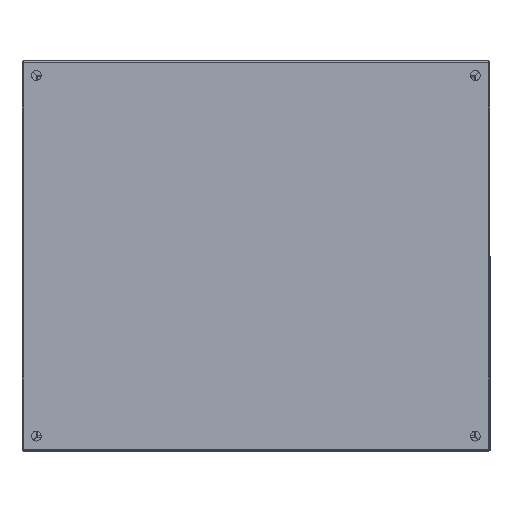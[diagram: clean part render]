
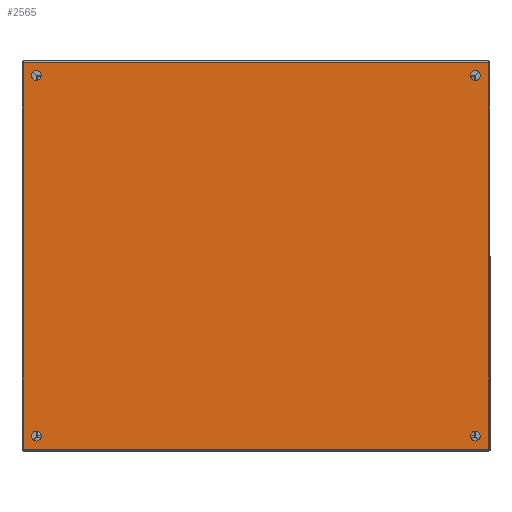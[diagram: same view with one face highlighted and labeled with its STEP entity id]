
A CAD part, top view. The second image highlights one B-rep face of the part: STEP entity #2565.
In plain terms, the highlighted face is planar.
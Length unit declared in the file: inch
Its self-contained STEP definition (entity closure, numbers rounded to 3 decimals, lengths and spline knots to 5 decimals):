
#175 = EDGE_LOOP ( 'NONE', ( #4958, #19779 ) ) ;
#395 = CIRCLE ( 'NONE', #20189, 0.25 ) ;
#432 = AXIS2_PLACEMENT_3D ( 'NONE', #11567, #22662, #2462 ) ;
#474 = AXIS2_PLACEMENT_3D ( 'NONE', #1998, #10513, #12727 ) ;
#550 = CARTESIAN_POINT ( 'NONE',  ( 0., 0.057, 9.914 ) ) ;
#554 = CIRCLE ( 'NONE', #7092, 0.25 ) ;
#763 = LINE ( 'NONE', #9715, #13058 ) ;
#816 = CARTESIAN_POINT ( 'NONE',  ( 0., 23.943, 9.914 ) ) ;
#1247 = CARTESIAN_POINT ( 'NONE',  ( 0., 1.001, -9.25 ) ) ;
#1684 = CARTESIAN_POINT ( 'NONE',  ( 0., 0.057, -9.914 ) ) ;
#1780 = DIRECTION ( 'NONE',  ( 0., -1., 0. ) ) ;
#1874 = LINE ( 'NONE', #22209, #26188 ) ;
#1998 = CARTESIAN_POINT ( 'NONE',  ( 0., 23.265, 9.25 ) ) ;
#2289 = CARTESIAN_POINT ( 'NONE',  ( 0., 1.001, 9.25 ) ) ;
#2442 = CIRCLE ( 'NONE', #25526, 0.25 ) ;
#2462 = DIRECTION ( 'NONE',  ( 0., -1., 0. ) ) ;
#2493 = ORIENTED_EDGE ( 'NONE', *, *, #7152, .T. ) ;
#2565 = ADVANCED_FACE ( 'NONE', ( #28509, #8230, #10436, #17268, #11291 ), #18122, .F. ) ;
#2571 = AXIS2_PLACEMENT_3D ( 'NONE', #8956, #18418, #4577 ) ;
#3097 = VERTEX_POINT ( 'NONE', #22566 ) ;
#4576 = DIRECTION ( 'NONE',  ( 0., -1., 0. ) ) ;
#4577 = DIRECTION ( 'NONE',  ( 0., -1., 0. ) ) ;
#4702 = CIRCLE ( 'NONE', #10808, 0.25 ) ;
#4958 = ORIENTED_EDGE ( 'NONE', *, *, #7966, .T. ) ;
#5555 = CARTESIAN_POINT ( 'NONE',  ( 0., 0.751, 9.25 ) ) ;
#5617 = CIRCLE ( 'NONE', #474, 0.25 ) ;
#5622 = EDGE_CURVE ( 'NONE', #26527, #10507, #5617, .T. ) ;
#5975 = AXIS2_PLACEMENT_3D ( 'NONE', #21980, #10731, #1780 ) ;
#6128 = VERTEX_POINT ( 'NONE', #550 ) ;
#6627 = EDGE_CURVE ( 'NONE', #28011, #3097, #14800, .T. ) ;
#6795 = VERTEX_POINT ( 'NONE', #23615 ) ;
#7092 = AXIS2_PLACEMENT_3D ( 'NONE', #5555, #23433, #12618 ) ;
#7152 = EDGE_CURVE ( 'NONE', #10507, #26527, #4702, .T. ) ;
#7711 = EDGE_LOOP ( 'NONE', ( #14773, #23707, #10871, #18398 ) ) ;
#7966 = EDGE_CURVE ( 'NONE', #10649, #8675, #554, .T. ) ;
#8146 = EDGE_CURVE ( 'NONE', #21347, #6795, #2442, .T. ) ;
#8197 = CARTESIAN_POINT ( 'NONE',  ( 0., 0.501, 9.25 ) ) ;
#8230 = FACE_BOUND ( 'NONE', #11703, .T. ) ;
#8410 = ORIENTED_EDGE ( 'NONE', *, *, #19872, .T. ) ;
#8546 = ORIENTED_EDGE ( 'NONE', *, *, #22124, .T. ) ;
#8675 = VERTEX_POINT ( 'NONE', #2289 ) ;
#8956 = CARTESIAN_POINT ( 'NONE',  ( 0., 0.751, 9.25 ) ) ;
#9283 = VERTEX_POINT ( 'NONE', #21670 ) ;
#9482 = ORIENTED_EDGE ( 'NONE', *, *, #5622, .T. ) ;
#9715 = CARTESIAN_POINT ( 'NONE',  ( 0., 0.057, 9.914 ) ) ;
#10436 = FACE_BOUND ( 'NONE', #29034, .T. ) ;
#10507 = VERTEX_POINT ( 'NONE', #27880 ) ;
#10513 = DIRECTION ( 'NONE',  ( 1., 0., 0. ) ) ;
#10630 = CARTESIAN_POINT ( 'NONE',  ( 0., 23.265, -9.25 ) ) ;
#10649 = VERTEX_POINT ( 'NONE', #8197 ) ;
#10731 = DIRECTION ( 'NONE',  ( 1., 0., 0. ) ) ;
#10738 = CARTESIAN_POINT ( 'NONE',  ( 0., 0.057, 9.943 ) ) ;
#10808 = AXIS2_PLACEMENT_3D ( 'NONE', #26723, #24783, #4576 ) ;
#10871 = ORIENTED_EDGE ( 'NONE', *, *, #16934, .F. ) ;
#11291 = FACE_BOUND ( 'NONE', #16936, .T. ) ;
#11567 = CARTESIAN_POINT ( 'NONE',  ( 0., 23.265, -9.25 ) ) ;
#11703 = EDGE_LOOP ( 'NONE', ( #27806, #8546 ) ) ;
#12618 = DIRECTION ( 'NONE',  ( 0., -1., 0. ) ) ;
#12727 = DIRECTION ( 'NONE',  ( 0., -1., 0. ) ) ;
#12748 = DIRECTION ( 'NONE',  ( 0., 1., 0. ) ) ;
#13058 = VECTOR ( 'NONE', #25830, 39.37008 ) ;
#13602 = DIRECTION ( 'NONE',  ( 1., 0., 0. ) ) ;
#13745 = CARTESIAN_POINT ( 'NONE',  ( 0., 0.751, -9.25 ) ) ;
#14773 = ORIENTED_EDGE ( 'NONE', *, *, #20695, .F. ) ;
#14800 = LINE ( 'NONE', #21864, #18901 ) ;
#15031 = CIRCLE ( 'NONE', #432, 0.25 ) ;
#15548 = ORIENTED_EDGE ( 'NONE', *, *, #8146, .T. ) ;
#15932 = DIRECTION ( 'NONE',  ( 0., -1., 0. ) ) ;
#16007 = VERTEX_POINT ( 'NONE', #1684 ) ;
#16934 = EDGE_CURVE ( 'NONE', #16007, #3097, #1874, .T. ) ;
#16936 = EDGE_LOOP ( 'NONE', ( #2493, #9482 ) ) ;
#17156 = DIRECTION ( 'NONE',  ( 0., -1., 0. ) ) ;
#17268 = FACE_BOUND ( 'NONE', #175, .T. ) ;
#17698 = LINE ( 'NONE', #10738, #20494 ) ;
#18122 = PLANE ( 'NONE',  #5975 ) ;
#18398 = ORIENTED_EDGE ( 'NONE', *, *, #26013, .T. ) ;
#18418 = DIRECTION ( 'NONE',  ( 1., 0., 0. ) ) ;
#18606 = CARTESIAN_POINT ( 'NONE',  ( 0., 23.515, 9.25 ) ) ;
#18901 = VECTOR ( 'NONE', #19377, 39.37008 ) ;
#19377 = DIRECTION ( 'NONE',  ( 0., 0., -1. ) ) ;
#19779 = ORIENTED_EDGE ( 'NONE', *, *, #27509, .T. ) ;
#19872 = EDGE_CURVE ( 'NONE', #6795, #21347, #15031, .T. ) ;
#19984 = EDGE_CURVE ( 'NONE', #9283, #29023, #26838, .T. ) ;
#20189 = AXIS2_PLACEMENT_3D ( 'NONE', #13745, #13602, #22341 ) ;
#20494 = VECTOR ( 'NONE', #29217, 39.37008 ) ;
#20665 = CARTESIAN_POINT ( 'NONE',  ( 0., 0.751, -9.25 ) ) ;
#20695 = EDGE_CURVE ( 'NONE', #28011, #6128, #763, .T. ) ;
#21347 = VERTEX_POINT ( 'NONE', #22337 ) ;
#21670 = CARTESIAN_POINT ( 'NONE',  ( 0., 0.501, -9.25 ) ) ;
#21864 = CARTESIAN_POINT ( 'NONE',  ( 0., 23.943, -9.943 ) ) ;
#21980 = CARTESIAN_POINT ( 'NONE',  ( 0., 0.057, 9.943 ) ) ;
#22124 = EDGE_CURVE ( 'NONE', #29023, #9283, #395, .T. ) ;
#22209 = CARTESIAN_POINT ( 'NONE',  ( 0., 23.943, -9.914 ) ) ;
#22337 = CARTESIAN_POINT ( 'NONE',  ( 0., 23.515, -9.25 ) ) ;
#22341 = DIRECTION ( 'NONE',  ( 0., -1., 0. ) ) ;
#22566 = CARTESIAN_POINT ( 'NONE',  ( 0., 23.943, -9.914 ) ) ;
#22662 = DIRECTION ( 'NONE',  ( 1., 0., 0. ) ) ;
#23433 = DIRECTION ( 'NONE',  ( 1., 0., 0. ) ) ;
#23615 = CARTESIAN_POINT ( 'NONE',  ( 0., 23.015, -9.25 ) ) ;
#23707 = ORIENTED_EDGE ( 'NONE', *, *, #6627, .T. ) ;
#24783 = DIRECTION ( 'NONE',  ( 1., 0., 0. ) ) ;
#25198 = CIRCLE ( 'NONE', #2571, 0.25 ) ;
#25526 = AXIS2_PLACEMENT_3D ( 'NONE', #10630, #28397, #17156 ) ;
#25830 = DIRECTION ( 'NONE',  ( 0., -1., 0. ) ) ;
#25887 = AXIS2_PLACEMENT_3D ( 'NONE', #20665, #27320, #15932 ) ;
#26013 = EDGE_CURVE ( 'NONE', #16007, #6128, #17698, .T. ) ;
#26188 = VECTOR ( 'NONE', #12748, 39.37008 ) ;
#26527 = VERTEX_POINT ( 'NONE', #18606 ) ;
#26723 = CARTESIAN_POINT ( 'NONE',  ( 0., 23.265, 9.25 ) ) ;
#26838 = CIRCLE ( 'NONE', #25887, 0.25 ) ;
#27320 = DIRECTION ( 'NONE',  ( 1., 0., 0. ) ) ;
#27509 = EDGE_CURVE ( 'NONE', #8675, #10649, #25198, .T. ) ;
#27806 = ORIENTED_EDGE ( 'NONE', *, *, #19984, .T. ) ;
#27880 = CARTESIAN_POINT ( 'NONE',  ( 0., 23.015, 9.25 ) ) ;
#28011 = VERTEX_POINT ( 'NONE', #816 ) ;
#28397 = DIRECTION ( 'NONE',  ( 1., 0., 0. ) ) ;
#28509 = FACE_OUTER_BOUND ( 'NONE', #7711, .T. ) ;
#29023 = VERTEX_POINT ( 'NONE', #1247 ) ;
#29034 = EDGE_LOOP ( 'NONE', ( #8410, #15548 ) ) ;
#29217 = DIRECTION ( 'NONE',  ( 0., 0., 1. ) ) ;
